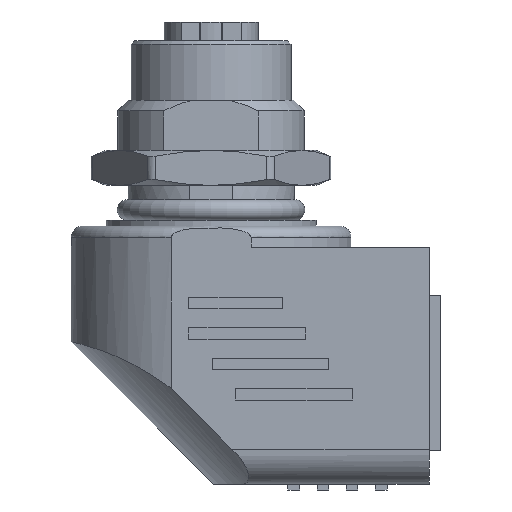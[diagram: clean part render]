
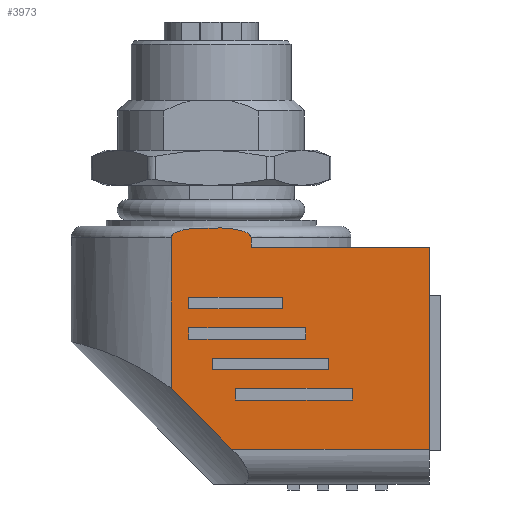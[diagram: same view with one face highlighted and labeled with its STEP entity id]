
A CAD part, left-side view. The second image highlights one B-rep face of the part: STEP entity #3973.
In plain terms, the highlighted planar face has unit normal (-1, 0, 0).
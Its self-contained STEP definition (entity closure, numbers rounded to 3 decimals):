
#189=B_SPLINE_CURVE_WITH_KNOTS('',3,(#5658,#5659,#5660,#5661,#5662,#5663,
#5664,#5665,#5666,#5667,#5668,#5669,#5670,#5671,#5672),.UNSPECIFIED.,.F.,
 .F.,(4,1,1,1,1,1,1,1,1,1,1,1,4),(0.011,0.012,
0.012,0.013,0.013,0.014,
0.015,0.016,0.017,0.017,
0.018,0.018,0.019),.UNSPECIFIED.);
#555=ORIENTED_EDGE('',*,*,#1232,.T.);
#556=ORIENTED_EDGE('',*,*,#1233,.T.);
#557=ORIENTED_EDGE('',*,*,#1234,.T.);
#558=ORIENTED_EDGE('',*,*,#1235,.T.);
#559=ORIENTED_EDGE('',*,*,#1236,.T.);
#560=ORIENTED_EDGE('',*,*,#1237,.T.);
#561=ORIENTED_EDGE('',*,*,#1238,.T.);
#562=ORIENTED_EDGE('',*,*,#1239,.T.);
#563=ORIENTED_EDGE('',*,*,#1240,.T.);
#564=ORIENTED_EDGE('',*,*,#1241,.T.);
#565=ORIENTED_EDGE('',*,*,#1242,.T.);
#566=ORIENTED_EDGE('',*,*,#1243,.T.);
#567=ORIENTED_EDGE('',*,*,#1244,.T.);
#568=ORIENTED_EDGE('',*,*,#1245,.T.);
#569=ORIENTED_EDGE('',*,*,#1246,.T.);
#570=ORIENTED_EDGE('',*,*,#1247,.T.);
#571=ORIENTED_EDGE('',*,*,#1248,.T.);
#572=ORIENTED_EDGE('',*,*,#1228,.F.);
#573=ORIENTED_EDGE('',*,*,#1230,.T.);
#574=ORIENTED_EDGE('',*,*,#1105,.F.);
#575=ORIENTED_EDGE('',*,*,#1102,.F.);
#576=ORIENTED_EDGE('',*,*,#1249,.F.);
#577=ORIENTED_EDGE('',*,*,#1100,.T.);
#1100=EDGE_CURVE('',#1501,#1502,#1774,.T.);
#1102=EDGE_CURVE('',#1503,#1504,#1775,.F.);
#1105=EDGE_CURVE('',#1504,#1505,#1776,.T.);
#1228=EDGE_CURVE('',#1593,#1594,#1825,.F.);
#1230=EDGE_CURVE('',#1593,#1505,#189,.T.);
#1232=EDGE_CURVE('',#1596,#1597,#1826,.T.);
#1233=EDGE_CURVE('',#1597,#1598,#1827,.T.);
#1234=EDGE_CURVE('',#1598,#1599,#1828,.T.);
#1235=EDGE_CURVE('',#1599,#1596,#1829,.T.);
#1236=EDGE_CURVE('',#1600,#1601,#1830,.T.);
#1237=EDGE_CURVE('',#1601,#1602,#1831,.T.);
#1238=EDGE_CURVE('',#1602,#1603,#1832,.T.);
#1239=EDGE_CURVE('',#1603,#1600,#1833,.T.);
#1240=EDGE_CURVE('',#1604,#1605,#1834,.T.);
#1241=EDGE_CURVE('',#1605,#1606,#1835,.T.);
#1242=EDGE_CURVE('',#1606,#1607,#1836,.T.);
#1243=EDGE_CURVE('',#1607,#1604,#1837,.T.);
#1244=EDGE_CURVE('',#1608,#1609,#1838,.T.);
#1245=EDGE_CURVE('',#1609,#1610,#1839,.T.);
#1246=EDGE_CURVE('',#1610,#1611,#1840,.T.);
#1247=EDGE_CURVE('',#1611,#1608,#1841,.T.);
#1248=EDGE_CURVE('',#1502,#1594,#1842,.T.);
#1249=EDGE_CURVE('',#1501,#1503,#1843,.T.);
#1501=VERTEX_POINT('',#5320);
#1502=VERTEX_POINT('',#5323);
#1503=VERTEX_POINT('',#5333);
#1504=VERTEX_POINT('',#5335);
#1505=VERTEX_POINT('',#5356);
#1593=VERTEX_POINT('',#5653);
#1594=VERTEX_POINT('',#5655);
#1596=VERTEX_POINT('',#5678);
#1597=VERTEX_POINT('',#5679);
#1598=VERTEX_POINT('',#5681);
#1599=VERTEX_POINT('',#5683);
#1600=VERTEX_POINT('',#5686);
#1601=VERTEX_POINT('',#5687);
#1602=VERTEX_POINT('',#5689);
#1603=VERTEX_POINT('',#5691);
#1604=VERTEX_POINT('',#5694);
#1605=VERTEX_POINT('',#5695);
#1606=VERTEX_POINT('',#5697);
#1607=VERTEX_POINT('',#5699);
#1608=VERTEX_POINT('',#5702);
#1609=VERTEX_POINT('',#5703);
#1610=VERTEX_POINT('',#5705);
#1611=VERTEX_POINT('',#5707);
#1774=LINE('',#5324,#2042);
#1775=LINE('',#5334,#2043);
#1776=LINE('',#5355,#2044);
#1825=LINE('',#5654,#2093);
#1826=LINE('',#5677,#2094);
#1827=LINE('',#5680,#2095);
#1828=LINE('',#5682,#2096);
#1829=LINE('',#5684,#2097);
#1830=LINE('',#5685,#2098);
#1831=LINE('',#5688,#2099);
#1832=LINE('',#5690,#2100);
#1833=LINE('',#5692,#2101);
#1834=LINE('',#5693,#2102);
#1835=LINE('',#5696,#2103);
#1836=LINE('',#5698,#2104);
#1837=LINE('',#5700,#2105);
#1838=LINE('',#5701,#2106);
#1839=LINE('',#5704,#2107);
#1840=LINE('',#5706,#2108);
#1841=LINE('',#5708,#2109);
#1842=LINE('',#5709,#2110);
#1843=LINE('',#5710,#2111);
#2042=VECTOR('',#4442,1000.);
#2043=VECTOR('',#4445,1000.);
#2044=VECTOR('',#4448,1000.);
#2093=VECTOR('',#4755,1000.);
#2094=VECTOR('',#4766,1000.);
#2095=VECTOR('',#4767,1000.);
#2096=VECTOR('',#4768,1000.);
#2097=VECTOR('',#4769,1000.);
#2098=VECTOR('',#4770,1000.);
#2099=VECTOR('',#4771,1000.);
#2100=VECTOR('',#4772,1000.);
#2101=VECTOR('',#4773,1000.);
#2102=VECTOR('',#4774,1000.);
#2103=VECTOR('',#4775,1000.);
#2104=VECTOR('',#4776,1000.);
#2105=VECTOR('',#4777,1000.);
#2106=VECTOR('',#4778,1000.);
#2107=VECTOR('',#4779,1000.);
#2108=VECTOR('',#4780,1000.);
#2109=VECTOR('',#4781,1000.);
#2110=VECTOR('',#4782,1000.);
#2111=VECTOR('',#4783,1000.);
#2359=EDGE_LOOP('',(#555,#556,#557,#558));
#2360=EDGE_LOOP('',(#559,#560,#561,#562));
#2361=EDGE_LOOP('',(#563,#564,#565,#566));
#2362=EDGE_LOOP('',(#567,#568,#569,#570));
#2363=EDGE_LOOP('',(#571,#572,#573,#574,#575,#576,#577));
#2589=FACE_BOUND('',#2359,.T.);
#2590=FACE_BOUND('',#2360,.T.);
#2591=FACE_BOUND('',#2361,.T.);
#2592=FACE_BOUND('',#2362,.T.);
#2593=FACE_BOUND('',#2363,.T.);
#2742=PLANE('',#4236);
#3973=ADVANCED_FACE('',(#2589,#2590,#2591,#2592,#2593),#2742,.T.);
#4236=AXIS2_PLACEMENT_3D('',#5676,#4764,#4765);
#4442=DIRECTION('',(0.,0.,1.));
#4445=DIRECTION('',(0.,-0.707,-0.707));
#4448=DIRECTION('',(0.,0.,1.));
#4755=DIRECTION('',(0.,0.,1.));
#4764=DIRECTION('',(-1.,0.,0.));
#4765=DIRECTION('',(0.,0.,1.));
#4766=DIRECTION('',(0.,-1.,0.));
#4767=DIRECTION('',(0.,0.,-1.));
#4768=DIRECTION('',(0.,1.,0.));
#4769=DIRECTION('',(0.,0.,1.));
#4770=DIRECTION('',(0.,-1.,0.));
#4771=DIRECTION('',(0.,0.,-1.));
#4772=DIRECTION('',(0.,1.,0.));
#4773=DIRECTION('',(0.,0.,1.));
#4774=DIRECTION('',(0.,-1.,0.));
#4775=DIRECTION('',(0.,0.,-1.));
#4776=DIRECTION('',(0.,1.,0.));
#4777=DIRECTION('',(0.,0.,1.));
#4778=DIRECTION('',(0.,-1.,0.));
#4779=DIRECTION('',(0.,0.,-1.));
#4780=DIRECTION('',(0.,1.,0.));
#4781=DIRECTION('',(0.,0.,1.));
#4782=DIRECTION('',(0.,1.,0.));
#4783=DIRECTION('',(0.,1.,0.));
#5320=CARTESIAN_POINT('',(-11.5,-18.681,-19.11));
#5323=CARTESIAN_POINT('',(-11.5,-18.681,-1.8));
#5324=CARTESIAN_POINT('',(-11.5,-18.681,-22.11));
#5333=CARTESIAN_POINT('',(-11.5,-1.788,-19.11));
#5334=CARTESIAN_POINT('',(-11.5,-22.072,-39.394));
#5335=CARTESIAN_POINT('',(-11.5,3.428,-13.894));
#5355=CARTESIAN_POINT('',(-11.5,3.428,0.));
#5356=CARTESIAN_POINT('',(-11.5,3.428,-1.));
#5653=CARTESIAN_POINT('',(-11.5,-3.428,-1.));
#5654=CARTESIAN_POINT('',(-11.5,-3.428,0.));
#5655=CARTESIAN_POINT('',(-11.5,-3.428,-1.8));
#5658=CARTESIAN_POINT('',(-11.5,-3.428,-1.));
#5659=CARTESIAN_POINT('',(-11.5,-3.428,-0.844));
#5660=CARTESIAN_POINT('',(-11.5,-3.181,-0.599));
#5661=CARTESIAN_POINT('',(-11.5,-2.761,-0.427));
#5662=CARTESIAN_POINT('',(-11.5,-2.31,-0.309));
#5663=CARTESIAN_POINT('',(-11.5,-1.708,-0.211));
#5664=CARTESIAN_POINT('',(-11.5,-0.947,-0.149));
#5665=CARTESIAN_POINT('',(-11.5,-0.037,-0.127));
#5666=CARTESIAN_POINT('',(-11.5,0.903,-0.146));
#5667=CARTESIAN_POINT('',(-11.5,1.677,-0.207));
#5668=CARTESIAN_POINT('',(-11.5,2.294,-0.306));
#5669=CARTESIAN_POINT('',(-11.5,2.746,-0.422));
#5670=CARTESIAN_POINT('',(-11.5,3.177,-0.596));
#5671=CARTESIAN_POINT('',(-11.5,3.428,-0.841));
#5672=CARTESIAN_POINT('',(-11.5,3.428,-1.));
#5676=CARTESIAN_POINT('',(-11.5,-18.681,-22.11));
#5677=CARTESIAN_POINT('',(-11.5,-2.1,-13.9));
#5678=CARTESIAN_POINT('',(-11.5,-2.1,-13.9));
#5679=CARTESIAN_POINT('',(-11.5,-12.1,-13.9));
#5680=CARTESIAN_POINT('',(-11.5,-12.1,-13.9));
#5681=CARTESIAN_POINT('',(-11.5,-12.1,-14.9));
#5682=CARTESIAN_POINT('',(-11.5,-12.1,-14.9));
#5683=CARTESIAN_POINT('',(-11.5,-2.1,-14.9));
#5684=CARTESIAN_POINT('',(-11.5,-2.1,-14.9));
#5685=CARTESIAN_POINT('',(-11.5,-0.1,-11.3));
#5686=CARTESIAN_POINT('',(-11.5,-0.1,-11.3));
#5687=CARTESIAN_POINT('',(-11.5,-10.1,-11.3));
#5688=CARTESIAN_POINT('',(-11.5,-10.1,-11.3));
#5689=CARTESIAN_POINT('',(-11.5,-10.1,-12.3));
#5690=CARTESIAN_POINT('',(-11.5,-10.1,-12.3));
#5691=CARTESIAN_POINT('',(-11.5,-0.1,-12.3));
#5692=CARTESIAN_POINT('',(-11.5,-0.1,-12.3));
#5693=CARTESIAN_POINT('',(-11.5,1.9,-8.7));
#5694=CARTESIAN_POINT('',(-11.5,1.9,-8.7));
#5695=CARTESIAN_POINT('',(-11.5,-8.1,-8.7));
#5696=CARTESIAN_POINT('',(-11.5,-8.1,-8.7));
#5697=CARTESIAN_POINT('',(-11.5,-8.1,-9.7));
#5698=CARTESIAN_POINT('',(-11.5,-8.1,-9.7));
#5699=CARTESIAN_POINT('',(-11.5,1.9,-9.7));
#5700=CARTESIAN_POINT('',(-11.5,1.9,-9.7));
#5701=CARTESIAN_POINT('',(-11.5,1.9,-6.1));
#5702=CARTESIAN_POINT('',(-11.5,1.9,-6.1));
#5703=CARTESIAN_POINT('',(-11.5,-6.1,-6.1));
#5704=CARTESIAN_POINT('',(-11.5,-6.1,-6.1));
#5705=CARTESIAN_POINT('',(-11.5,-6.1,-7.1));
#5706=CARTESIAN_POINT('',(-11.5,-6.1,-7.1));
#5707=CARTESIAN_POINT('',(-11.5,1.9,-7.1));
#5708=CARTESIAN_POINT('',(-11.5,1.9,-7.1));
#5709=CARTESIAN_POINT('',(-11.5,-18.681,-1.8));
#5710=CARTESIAN_POINT('',(-11.5,-18.681,-19.11));
